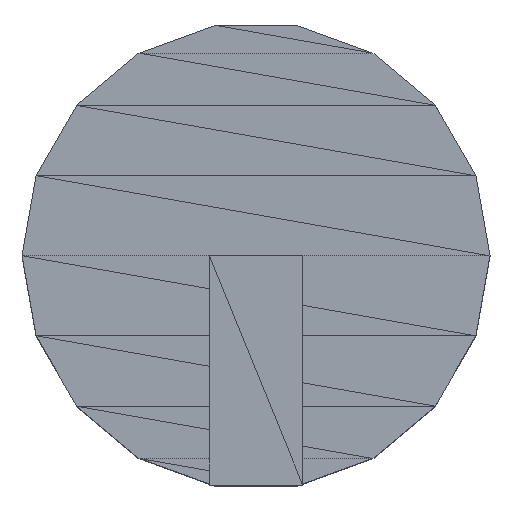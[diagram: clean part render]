
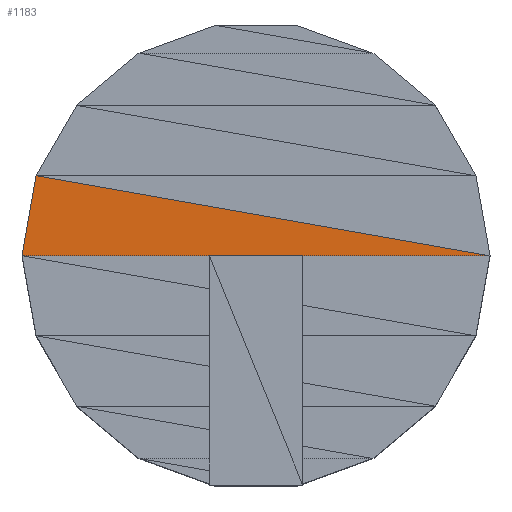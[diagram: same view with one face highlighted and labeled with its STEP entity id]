
A CAD part, top view. The second image highlights one B-rep face of the part: STEP entity #1183.
In plain terms, the highlighted planar face has unit normal (0, 0, 1).
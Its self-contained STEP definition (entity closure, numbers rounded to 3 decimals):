
#56=DIRECTION('',(0.985,-0.174,0.));
#92=DIRECTION('',(-0.174,-0.985,0.));
#114=DIRECTION('',(-1.,0.,0.));
#116=VECTOR('',#56,1.);
#152=VECTOR('',#92,1.);
#174=VECTOR('',#114,1.);
#190=CARTESIAN_POINT('',(-4.698,1.71,5.54));
#191=CARTESIAN_POINT('',(5.,0.,5.54));
#192=CARTESIAN_POINT('',(-5.,0.,5.54));
#234=VERTEX_POINT('',#190);
#235=VERTEX_POINT('',#191);
#236=VERTEX_POINT('',#192);
#319=LINE('',#190,#116);
#326=LINE('',#190,#152);
#327=LINE('',#191,#174);
#439=EDGE_CURVE('',#234,#235,#319,.T.);
#446=EDGE_CURVE('',#234,#236,#326,.T.);
#447=EDGE_CURVE('',#235,#236,#327,.T.);
#566=ORIENTED_EDGE('',*,*,#446,.T.);
#679=ORIENTED_EDGE('',*,*,#439,.F.);
#687=ORIENTED_EDGE('',*,*,#447,.F.);
#783=EDGE_LOOP('',(#679,#566,#687));
#863=FACE_OUTER_BOUND('',#783,.T.);
#983=DIRECTION('',(0.,0.,1.));
#984=AXIS2_PLACEMENT_3D('',#191,#983,#56);
#1103=PLANE('',#984);
#1183=ADVANCED_FACE('',(#863),#1103,.T.);
